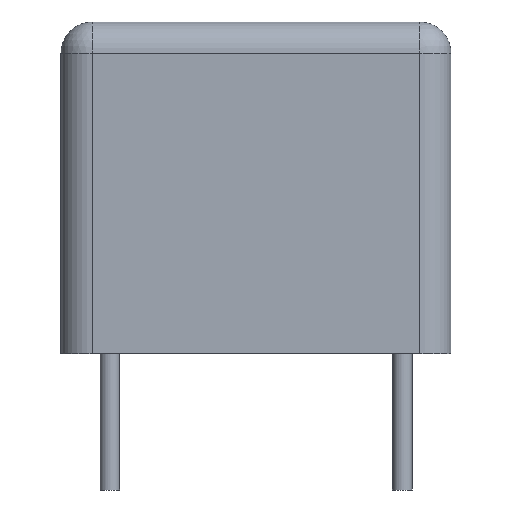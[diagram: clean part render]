
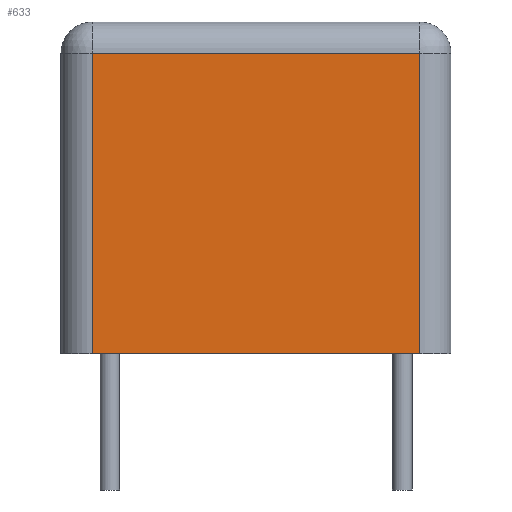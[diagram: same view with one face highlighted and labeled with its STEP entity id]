
A CAD part, front view. The second image highlights one B-rep face of the part: STEP entity #633.
In plain terms, the highlighted planar face has unit normal (0, -1, 0).
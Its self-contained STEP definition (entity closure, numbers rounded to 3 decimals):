
#156 = PLANE('',#157);
#157 = AXIS2_PLACEMENT_3D('',#158,#159,#160);
#158 = CARTESIAN_POINT('',(-5.,-1.5,0.));
#159 = DIRECTION('',(0.,0.,1.));
#160 = DIRECTION('',(1.,0.,0.));
#238 = CYLINDRICAL_SURFACE('',#239,0.8);
#239 = AXIS2_PLACEMENT_3D('',#240,#241,#242);
#240 = CARTESIAN_POINT('',(-4.2,-0.7,0.));
#241 = DIRECTION('',(0.,0.,1.));
#242 = DIRECTION('',(-1.,0.,0.));
#255 = VERTEX_POINT('',#256);
#256 = CARTESIAN_POINT('',(-4.2,-1.5,0.));
#278 = EDGE_CURVE('',#255,#279,#281,.T.);
#279 = VERTEX_POINT('',#280);
#280 = CARTESIAN_POINT('',(4.2,-1.5,0.));
#281 = SURFACE_CURVE('',#282,(#286,#293),.PCURVE_S1.);
#282 = LINE('',#283,#284);
#283 = CARTESIAN_POINT('',(-5.,-1.5,0.));
#284 = VECTOR('',#285,1.);
#285 = DIRECTION('',(1.,0.,0.));
#286 = PCURVE('',#156,#287);
#287 = DEFINITIONAL_REPRESENTATION('',(#288),#292);
#288 = LINE('',#289,#290);
#289 = CARTESIAN_POINT('',(0.,0.));
#290 = VECTOR('',#291,1.);
#291 = DIRECTION('',(1.,0.));
#292 = ( GEOMETRIC_REPRESENTATION_CONTEXT(2) 
PARAMETRIC_REPRESENTATION_CONTEXT() REPRESENTATION_CONTEXT('2D SPACE',''
  ) );
#293 = PCURVE('',#294,#299);
#294 = PLANE('',#295);
#295 = AXIS2_PLACEMENT_3D('',#296,#297,#298);
#296 = CARTESIAN_POINT('',(-5.,-1.5,0.));
#297 = DIRECTION('',(0.,1.,0.));
#298 = DIRECTION('',(0.,0.,1.));
#299 = DEFINITIONAL_REPRESENTATION('',(#300),#304);
#300 = LINE('',#301,#302);
#301 = CARTESIAN_POINT('',(0.,0.));
#302 = VECTOR('',#303,1.);
#303 = DIRECTION('',(0.,1.));
#304 = ( GEOMETRIC_REPRESENTATION_CONTEXT(2) 
PARAMETRIC_REPRESENTATION_CONTEXT() REPRESENTATION_CONTEXT('2D SPACE',''
  ) );
#327 = CYLINDRICAL_SURFACE('',#328,0.8);
#328 = AXIS2_PLACEMENT_3D('',#329,#330,#331);
#329 = CARTESIAN_POINT('',(4.2,-0.7,0.));
#330 = DIRECTION('',(0.,0.,1.));
#331 = DIRECTION('',(1.,0.,0.));
#454 = EDGE_CURVE('',#255,#455,#457,.T.);
#455 = VERTEX_POINT('',#456);
#456 = CARTESIAN_POINT('',(-4.2,-1.5,7.7));
#457 = SURFACE_CURVE('',#458,(#462,#469),.PCURVE_S1.);
#458 = LINE('',#459,#460);
#459 = CARTESIAN_POINT('',(-4.2,-1.5,0.));
#460 = VECTOR('',#461,1.);
#461 = DIRECTION('',(0.,0.,1.));
#462 = PCURVE('',#238,#463);
#463 = DEFINITIONAL_REPRESENTATION('',(#464),#468);
#464 = LINE('',#465,#466);
#465 = CARTESIAN_POINT('',(1.571,0.));
#466 = VECTOR('',#467,1.);
#467 = DIRECTION('',(0.,1.));
#468 = ( GEOMETRIC_REPRESENTATION_CONTEXT(2) 
PARAMETRIC_REPRESENTATION_CONTEXT() REPRESENTATION_CONTEXT('2D SPACE',''
  ) );
#469 = PCURVE('',#294,#470);
#470 = DEFINITIONAL_REPRESENTATION('',(#471),#475);
#471 = LINE('',#472,#473);
#472 = CARTESIAN_POINT('',(0.,0.8));
#473 = VECTOR('',#474,1.);
#474 = DIRECTION('',(1.,0.));
#475 = ( GEOMETRIC_REPRESENTATION_CONTEXT(2) 
PARAMETRIC_REPRESENTATION_CONTEXT() REPRESENTATION_CONTEXT('2D SPACE',''
  ) );
#633 = ADVANCED_FACE('',(#634),#294,.F.);
#634 = FACE_BOUND('',#635,.F.);
#635 = EDGE_LOOP('',(#636,#637,#638,#666));
#636 = ORIENTED_EDGE('',*,*,#278,.F.);
#637 = ORIENTED_EDGE('',*,*,#454,.T.);
#638 = ORIENTED_EDGE('',*,*,#639,.T.);
#639 = EDGE_CURVE('',#455,#640,#642,.T.);
#640 = VERTEX_POINT('',#641);
#641 = CARTESIAN_POINT('',(4.2,-1.5,7.7));
#642 = SURFACE_CURVE('',#643,(#647,#654),.PCURVE_S1.);
#643 = LINE('',#644,#645);
#644 = CARTESIAN_POINT('',(-5.,-1.5,7.7));
#645 = VECTOR('',#646,1.);
#646 = DIRECTION('',(1.,0.,0.));
#647 = PCURVE('',#294,#648);
#648 = DEFINITIONAL_REPRESENTATION('',(#649),#653);
#649 = LINE('',#650,#651);
#650 = CARTESIAN_POINT('',(7.7,0.));
#651 = VECTOR('',#652,1.);
#652 = DIRECTION('',(0.,1.));
#653 = ( GEOMETRIC_REPRESENTATION_CONTEXT(2) 
PARAMETRIC_REPRESENTATION_CONTEXT() REPRESENTATION_CONTEXT('2D SPACE',''
  ) );
#654 = PCURVE('',#655,#660);
#655 = CYLINDRICAL_SURFACE('',#656,0.8);
#656 = AXIS2_PLACEMENT_3D('',#657,#658,#659);
#657 = CARTESIAN_POINT('',(-5.,-0.7,7.7));
#658 = DIRECTION('',(1.,0.,0.));
#659 = DIRECTION('',(0.,-1.,0.));
#660 = DEFINITIONAL_REPRESENTATION('',(#661),#665);
#661 = LINE('',#662,#663);
#662 = CARTESIAN_POINT('',(-0.,0.));
#663 = VECTOR('',#664,1.);
#664 = DIRECTION('',(-0.,1.));
#665 = ( GEOMETRIC_REPRESENTATION_CONTEXT(2) 
PARAMETRIC_REPRESENTATION_CONTEXT() REPRESENTATION_CONTEXT('2D SPACE',''
  ) );
#666 = ORIENTED_EDGE('',*,*,#667,.F.);
#667 = EDGE_CURVE('',#279,#640,#668,.T.);
#668 = SURFACE_CURVE('',#669,(#673,#680),.PCURVE_S1.);
#669 = LINE('',#670,#671);
#670 = CARTESIAN_POINT('',(4.2,-1.5,0.));
#671 = VECTOR('',#672,1.);
#672 = DIRECTION('',(0.,0.,1.));
#673 = PCURVE('',#294,#674);
#674 = DEFINITIONAL_REPRESENTATION('',(#675),#679);
#675 = LINE('',#676,#677);
#676 = CARTESIAN_POINT('',(0.,9.2));
#677 = VECTOR('',#678,1.);
#678 = DIRECTION('',(1.,0.));
#679 = ( GEOMETRIC_REPRESENTATION_CONTEXT(2) 
PARAMETRIC_REPRESENTATION_CONTEXT() REPRESENTATION_CONTEXT('2D SPACE',''
  ) );
#680 = PCURVE('',#327,#681);
#681 = DEFINITIONAL_REPRESENTATION('',(#682),#686);
#682 = LINE('',#683,#684);
#683 = CARTESIAN_POINT('',(-1.571,0.));
#684 = VECTOR('',#685,1.);
#685 = DIRECTION('',(-0.,1.));
#686 = ( GEOMETRIC_REPRESENTATION_CONTEXT(2) 
PARAMETRIC_REPRESENTATION_CONTEXT() REPRESENTATION_CONTEXT('2D SPACE',''
  ) );
